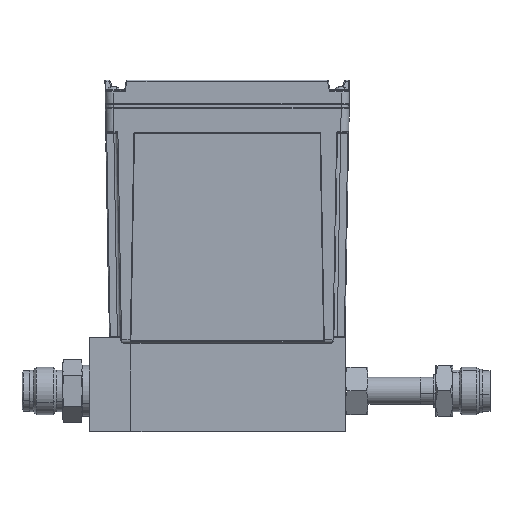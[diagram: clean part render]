
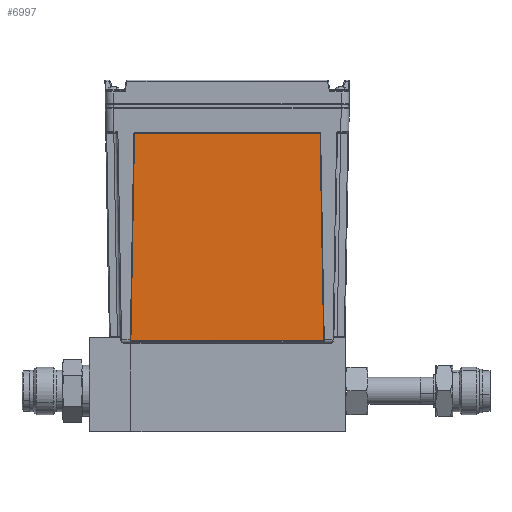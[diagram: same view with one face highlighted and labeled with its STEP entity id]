
A CAD part, top view. The second image highlights one B-rep face of the part: STEP entity #6997.
In plain terms, the highlighted planar face has unit normal (0, -0.018, 1).
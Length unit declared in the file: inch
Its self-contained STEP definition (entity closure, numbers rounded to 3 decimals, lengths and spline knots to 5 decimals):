
#443 = DIRECTION ( 'NONE',  ( 0., -0.017, 1. ) ) ;
#539 = CIRCLE ( 'NONE', #1962, 0.02 ) ;
#766 = VECTOR ( 'NONE', #25819, 39.37008 ) ;
#1338 = VERTEX_POINT ( 'NONE', #12340 ) ;
#1962 = AXIS2_PLACEMENT_3D ( 'NONE', #12605, #36981, #16095 ) ;
#2439 = AXIS2_PLACEMENT_3D ( 'NONE', #32372, #11470, #35899 ) ;
#2969 = DIRECTION ( 'NONE',  ( 0., -0.017, 1. ) ) ;
#3156 = FACE_OUTER_BOUND ( 'NONE', #7662, .T. ) ;
#3246 = ORIENTED_EDGE ( 'NONE', *, *, #5969, .T. ) ;
#3400 = EDGE_CURVE ( 'NONE', #31517, #23871, #539, .T. ) ;
#4783 = AXIS2_PLACEMENT_3D ( 'NONE', #21333, #443, #24840 ) ;
#5721 = VERTEX_POINT ( 'NONE', #20180 ) ;
#5969 = EDGE_CURVE ( 'NONE', #5721, #15678, #14249, .T. ) ;
#6997 = ADVANCED_FACE ( 'NONE', ( #3156 ), #42295, .T. ) ;
#7165 = EDGE_CURVE ( 'NONE', #29999, #31517, #29870, .T. ) ;
#7404 = LINE ( 'NONE', #24207, #15576 ) ;
#7662 = EDGE_LOOP ( 'NONE', ( #21588, #21684, #3246, #13958, #31682, #33726, #34700, #26093 ) ) ;
#7672 = CARTESIAN_POINT ( 'NONE',  ( 0.77015, 0.80953, 0.96303 ) ) ;
#11470 = DIRECTION ( 'NONE',  ( 0., -0.017, 1. ) ) ;
#12340 = CARTESIAN_POINT ( 'NONE',  ( -2.67685, 4.63895, 1.02987 ) ) ;
#12605 = CARTESIAN_POINT ( 'NONE',  ( -2.74315, 0.82953, 0.96338 ) ) ;
#12953 = CARTESIAN_POINT ( 'NONE',  ( 0.77015, 0.82953, 0.96338 ) ) ;
#13237 = EDGE_CURVE ( 'NONE', #1338, #29999, #43260, .T. ) ;
#13462 = VERTEX_POINT ( 'NONE', #7672 ) ;
#13636 = CARTESIAN_POINT ( 'NONE',  ( 0.72384, 4.6193, 1.02953 ) ) ;
#13958 = ORIENTED_EDGE ( 'NONE', *, *, #26340, .T. ) ;
#14113 = CARTESIAN_POINT ( 'NONE',  ( -2.74315, 0.80953, 0.96303 ) ) ;
#14249 = LINE ( 'NONE', #18272, #22468 ) ;
#14964 = EDGE_CURVE ( 'NONE', #13462, #5721, #17481, .T. ) ;
#15576 = VECTOR ( 'NONE', #44695, 39.37008 ) ;
#15678 = VERTEX_POINT ( 'NONE', #13636 ) ;
#16095 = DIRECTION ( 'NONE',  ( 1., 0., 0. ) ) ;
#16441 = DIRECTION ( 'NONE',  ( 1., 0., 0. ) ) ;
#17187 = CARTESIAN_POINT ( 'NONE',  ( -2.76314, 0.82988, 0.96339 ) ) ;
#17481 = CIRCLE ( 'NONE', #44608, 0.02 ) ;
#17839 = EDGE_CURVE ( 'NONE', #23871, #13462, #7404, .T. ) ;
#18145 = AXIS2_PLACEMENT_3D ( 'NONE', #23859, #2969, #27360 ) ;
#18272 = CARTESIAN_POINT ( 'NONE',  ( 0.7905, 0.80953, 0.96303 ) ) ;
#19314 = LINE ( 'NONE', #39577, #766 ) ;
#20180 = CARTESIAN_POINT ( 'NONE',  ( 0.79014, 0.82988, 0.96339 ) ) ;
#21333 = CARTESIAN_POINT ( 'NONE',  ( 0.70385, 4.61895, 1.02953 ) ) ;
#21447 = CARTESIAN_POINT ( 'NONE',  ( -2.69684, 4.6193, 1.02953 ) ) ;
#21588 = ORIENTED_EDGE ( 'NONE', *, *, #17839, .T. ) ;
#21684 = ORIENTED_EDGE ( 'NONE', *, *, #14964, .T. ) ;
#21814 = DIRECTION ( 'NONE',  ( -0.017, 1., 0.017 ) ) ;
#22468 = VECTOR ( 'NONE', #21814, 39.37008 ) ;
#23220 = DIRECTION ( 'NONE',  ( -0.017, -1., -0.017 ) ) ;
#23859 = CARTESIAN_POINT ( 'NONE',  ( -2.67685, 4.61895, 1.02953 ) ) ;
#23871 = VERTEX_POINT ( 'NONE', #14113 ) ;
#24207 = CARTESIAN_POINT ( 'NONE',  ( -2.7635, 0.80953, 0.96303 ) ) ;
#24840 = DIRECTION ( 'NONE',  ( 1., 0., 0. ) ) ;
#25819 = DIRECTION ( 'NONE',  ( -1., 0., 0. ) ) ;
#26093 = ORIENTED_EDGE ( 'NONE', *, *, #3400, .T. ) ;
#26340 = EDGE_CURVE ( 'NONE', #15678, #29150, #41704, .T. ) ;
#26856 = CARTESIAN_POINT ( 'NONE',  ( 0.70385, 4.63895, 1.02987 ) ) ;
#27360 = DIRECTION ( 'NONE',  ( 1., 0., 0. ) ) ;
#29150 = VERTEX_POINT ( 'NONE', #26856 ) ;
#29870 = LINE ( 'NONE', #44136, #34268 ) ;
#29999 = VERTEX_POINT ( 'NONE', #21447 ) ;
#31517 = VERTEX_POINT ( 'NONE', #17187 ) ;
#31682 = ORIENTED_EDGE ( 'NONE', *, *, #42893, .T. ) ;
#32372 = CARTESIAN_POINT ( 'NONE',  ( -0.9865, 4.63895, 1.02987 ) ) ;
#33726 = ORIENTED_EDGE ( 'NONE', *, *, #13237, .T. ) ;
#34268 = VECTOR ( 'NONE', #23220, 39.37008 ) ;
#34700 = ORIENTED_EDGE ( 'NONE', *, *, #7165, .T. ) ;
#35899 = DIRECTION ( 'NONE',  ( 1., 0., 0. ) ) ;
#36981 = DIRECTION ( 'NONE',  ( 0., -0.017, 1. ) ) ;
#37326 = DIRECTION ( 'NONE',  ( 0., -0.017, 1. ) ) ;
#39577 = CARTESIAN_POINT ( 'NONE',  ( 0.7235, 4.63895, 1.02987 ) ) ;
#41704 = CIRCLE ( 'NONE', #4783, 0.02 ) ;
#42295 = PLANE ( 'NONE',  #2439 ) ;
#42893 = EDGE_CURVE ( 'NONE', #29150, #1338, #19314, .T. ) ;
#43260 = CIRCLE ( 'NONE', #18145, 0.02 ) ;
#44136 = CARTESIAN_POINT ( 'NONE',  ( -2.6965, 4.63895, 1.02987 ) ) ;
#44608 = AXIS2_PLACEMENT_3D ( 'NONE', #12953, #37326, #16441 ) ;
#44695 = DIRECTION ( 'NONE',  ( 1., 0., 0. ) ) ;
